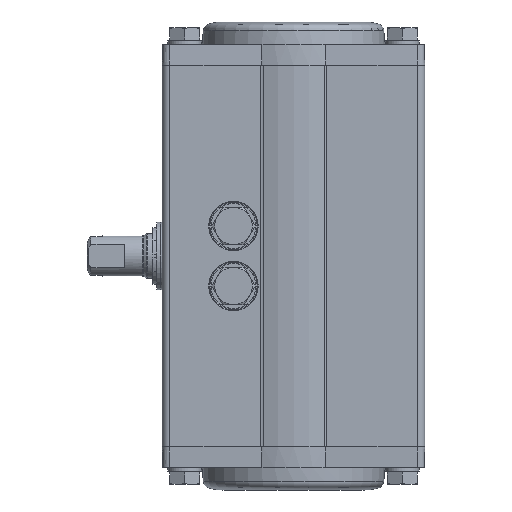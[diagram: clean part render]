
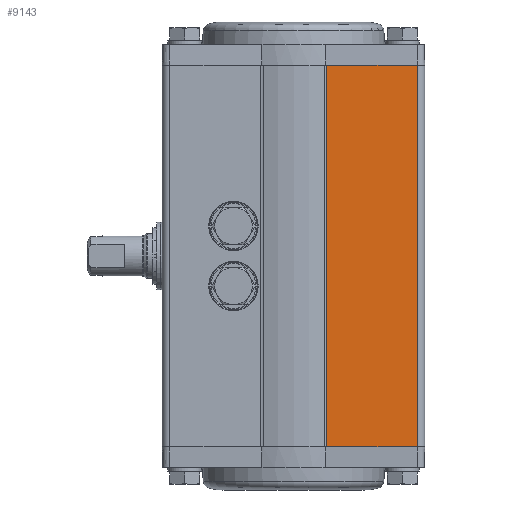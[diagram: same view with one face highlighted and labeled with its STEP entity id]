
A CAD part, left-side view. The second image highlights one B-rep face of the part: STEP entity #9143.
In plain terms, the highlighted planar face has unit normal (-1, 0, 0).
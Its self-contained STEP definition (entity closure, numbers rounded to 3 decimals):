
#613=LINE('',#13837,#1232);
#623=LINE('',#13897,#1242);
#671=LINE('',#14063,#1290);
#672=LINE('',#14064,#1291);
#1232=VECTOR('',#10966,1000.);
#1242=VECTOR('',#11010,1000.);
#1290=VECTOR('',#11122,1000.);
#1291=VECTOR('',#11123,1000.);
#1984=ORIENTED_EDGE('',*,*,#4488,.T.);
#1985=ORIENTED_EDGE('',*,*,#4584,.F.);
#1986=ORIENTED_EDGE('',*,*,#4512,.F.);
#1987=ORIENTED_EDGE('',*,*,#4585,.T.);
#4488=EDGE_CURVE('',#5778,#5794,#613,.T.);
#4512=EDGE_CURVE('',#5808,#5816,#623,.T.);
#4584=EDGE_CURVE('',#5816,#5794,#671,.T.);
#4585=EDGE_CURVE('',#5808,#5778,#672,.T.);
#5778=VERTEX_POINT('',#13777);
#5794=VERTEX_POINT('',#13836);
#5808=VERTEX_POINT('',#13874);
#5816=VERTEX_POINT('',#13898);
#7142=EDGE_LOOP('',(#1984,#1985,#1986,#1987));
#7971=FACE_BOUND('',#7142,.T.);
#8799=PLANE('',#9872);
#9143=ADVANCED_FACE('',(#7971),#8799,.F.);
#9872=AXIS2_PLACEMENT_3D('',#14062,#11120,#11121);
#10966=DIRECTION('',(0.,-1.,0.));
#11010=DIRECTION('',(0.,-1.,0.));
#11120=DIRECTION('',(1.,0.,0.));
#11121=DIRECTION('',(0.,0.,-1.));
#11122=DIRECTION('',(0.,0.,-1.));
#11123=DIRECTION('',(0.,0.,-1.));
#13777=CARTESIAN_POINT('',(-23.,-8.789,-50.85));
#13836=CARTESIAN_POINT('',(-23.,-33.,-50.85));
#13837=CARTESIAN_POINT('',(-23.,35.,-50.85));
#13874=CARTESIAN_POINT('',(-23.,-8.789,50.85));
#13897=CARTESIAN_POINT('',(-23.,35.,50.85));
#13898=CARTESIAN_POINT('',(-23.,-33.,50.85));
#14062=CARTESIAN_POINT('',(-23.,-8.789,50.85));
#14063=CARTESIAN_POINT('',(-23.,-33.,60.));
#14064=CARTESIAN_POINT('',(-23.,-8.789,50.85));
